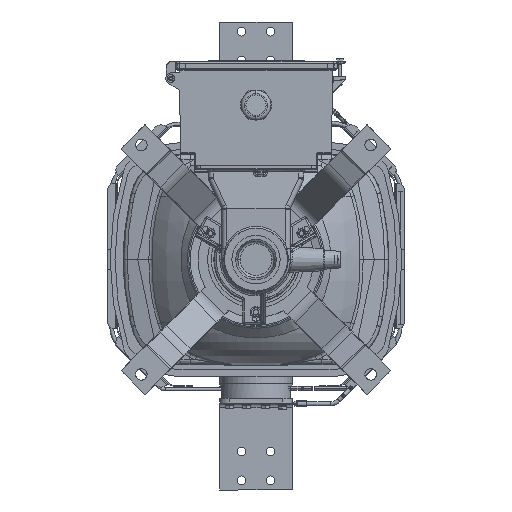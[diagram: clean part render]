
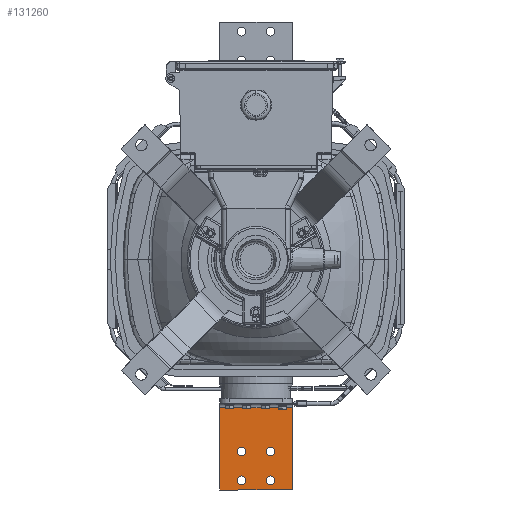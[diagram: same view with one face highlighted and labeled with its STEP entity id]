
A CAD part, front view. The second image highlights one B-rep face of the part: STEP entity #131260.
In plain terms, the highlighted planar face has unit normal (0, -1, 0).
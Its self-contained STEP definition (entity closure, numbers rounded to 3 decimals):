
#8257 = CARTESIAN_POINT ( 'NONE',  ( -75., 1728., -307. ) ) ;
#8298 = DIRECTION ( 'NONE',  ( -1., 0., 0. ) ) ;
#8477 = CARTESIAN_POINT ( 'NONE',  ( 30., 1728., -457. ) ) ;
#8513 = DIRECTION ( 'NONE',  ( 0., 0., 1. ) ) ;
#8525 = CARTESIAN_POINT ( 'NONE',  ( 75., 1728., -477. ) ) ;
#8527 = DIRECTION ( 'NONE',  ( 0., 1., 0. ) ) ;
#8550 = DIRECTION ( 'NONE',  ( 0., 0., 1. ) ) ;
#8556 = CARTESIAN_POINT ( 'NONE',  ( -75., 1728., -477. ) ) ;
#8574 = DIRECTION ( 'NONE',  ( 0., 1., 0. ) ) ;
#8589 = DIRECTION ( 'NONE',  ( 1., 0., 0. ) ) ;
#8597 = DIRECTION ( 'NONE',  ( 1., 0., 0. ) ) ;
#8599 = CARTESIAN_POINT ( 'NONE',  ( -30., 1728., -457. ) ) ;
#8666 = CARTESIAN_POINT ( 'NONE',  ( -30., 1728., -397. ) ) ;
#8668 = DIRECTION ( 'NONE',  ( 0., 1., 0. ) ) ;
#8682 = DIRECTION ( 'NONE',  ( 1., 0., 0. ) ) ;
#8786 = CARTESIAN_POINT ( 'NONE',  ( -75., 1728., -477. ) ) ;
#8866 = DIRECTION ( 'NONE',  ( -1., 0., 0. ) ) ;
#9047 = CARTESIAN_POINT ( 'NONE',  ( 30., 1728., -397. ) ) ;
#9048 = DIRECTION ( 'NONE',  ( 0., 1., 0. ) ) ;
#9050 = DIRECTION ( 'NONE',  ( 1., 0., 0. ) ) ;
#15588 = FACE_BOUND ( 'NONE', #125362, .T. ) ;
#15589 = FACE_OUTER_BOUND ( 'NONE', #125310, .T. ) ;
#15614 = FACE_BOUND ( 'NONE', #125321, .T. ) ;
#15619 = FACE_BOUND ( 'NONE', #125343, .T. ) ;
#15625 = FACE_BOUND ( 'NONE', #125336, .T. ) ;
#17045 = LINE ( 'NONE', #8257, #17066 ) ;
#17066 = VECTOR ( 'NONE', #8298, 1000. ) ;
#17088 = LINE ( 'NONE', #8525, #17127 ) ;
#17098 = LINE ( 'NONE', #8556, #17129 ) ;
#17114 = CIRCLE ( 'NONE', #110635, 9. ) ;
#17127 = VECTOR ( 'NONE', #8513, 1000. ) ;
#17129 = VECTOR ( 'NONE', #8550, 1000. ) ;
#17148 = CIRCLE ( 'NONE', #110708, 9. ) ;
#17180 = CIRCLE ( 'NONE', #110630, 9. ) ;
#17182 = LINE ( 'NONE', #8786, #17193 ) ;
#17193 = VECTOR ( 'NONE', #8866, 1000. ) ;
#17295 = CIRCLE ( 'NONE', #110853, 9. ) ;
#24843 = CARTESIAN_POINT ( 'NONE',  ( -75., 1728., -307. ) ) ;
#24873 = CARTESIAN_POINT ( 'NONE',  ( -21., 1728., -457. ) ) ;
#24895 = CARTESIAN_POINT ( 'NONE',  ( -21., 1728., -397. ) ) ;
#24905 = CARTESIAN_POINT ( 'NONE',  ( 39., 1728., -397. ) ) ;
#24915 = CARTESIAN_POINT ( 'NONE',  ( 39., 1728., -457. ) ) ;
#24929 = CARTESIAN_POINT ( 'NONE',  ( -39., 1728., -397. ) ) ;
#24931 = CARTESIAN_POINT ( 'NONE',  ( 75., 1728., -307. ) ) ;
#24937 = CARTESIAN_POINT ( 'NONE',  ( 21., 1728., -457. ) ) ;
#24971 = CARTESIAN_POINT ( 'NONE',  ( -39., 1728., -457. ) ) ;
#24987 = CARTESIAN_POINT ( 'NONE',  ( -75., 1728., -477. ) ) ;
#24989 = CARTESIAN_POINT ( 'NONE',  ( 75., 1728., -477. ) ) ;
#24995 = CARTESIAN_POINT ( 'NONE',  ( 21., 1728., -397. ) ) ;
#41295 = DIRECTION ( 'NONE',  ( 1., 0., 0. ) ) ;
#41311 = DIRECTION ( 'NONE',  ( 0., 1., 0. ) ) ;
#41342 = CARTESIAN_POINT ( 'NONE',  ( 30., 1728., -397. ) ) ;
#41455 = DIRECTION ( 'NONE',  ( 1., 0., 0. ) ) ;
#41459 = CARTESIAN_POINT ( 'NONE',  ( -30., 1728., -397. ) ) ;
#41484 = DIRECTION ( 'NONE',  ( 0., 1., 0. ) ) ;
#41696 = DIRECTION ( 'NONE',  ( 0., 1., 0. ) ) ;
#41722 = DIRECTION ( 'NONE',  ( 1., 0., 0. ) ) ;
#41730 = CARTESIAN_POINT ( 'NONE',  ( 30., 1728., -457. ) ) ;
#41932 = CARTESIAN_POINT ( 'NONE',  ( -30., 1728., -457. ) ) ;
#41939 = DIRECTION ( 'NONE',  ( 1., 0., 0. ) ) ;
#41965 = DIRECTION ( 'NONE',  ( 0., 1., 0. ) ) ;
#45889 = AXIS2_PLACEMENT_3D ( 'NONE', #41342, #41311, #41295 ) ;
#45903 = AXIS2_PLACEMENT_3D ( 'NONE', #41459, #41484, #41455 ) ;
#45912 = AXIS2_PLACEMENT_3D ( 'NONE', #41730, #41696, #41722 ) ;
#46115 = AXIS2_PLACEMENT_3D ( 'NONE', #41932, #41965, #41939 ) ;
#92908 = AXIS2_PLACEMENT_3D ( 'NONE', #127107, #127085, #127118 ) ;
#98582 = EDGE_CURVE ( 'NONE', #114329, #114290, #140818, .T. ) ;
#98607 = EDGE_CURVE ( 'NONE', #114304, #114317, #140771, .T. ) ;
#98649 = EDGE_CURVE ( 'NONE', #114280, #114254, #141007, .T. ) ;
#98698 = EDGE_CURVE ( 'NONE', #114340, #114284, #141148, .T. ) ;
#99636 = EDGE_CURVE ( 'NONE', #114242, #114306, #17045, .T. ) ;
#99674 = EDGE_CURVE ( 'NONE', #114346, #114242, #17088, .T. ) ;
#99690 = EDGE_CURVE ( 'NONE', #114338, #114306, #17098, .T. ) ;
#99692 = EDGE_CURVE ( 'NONE', #114254, #114280, #17114, .T. ) ;
#99696 = EDGE_CURVE ( 'NONE', #114284, #114340, #17148, .T. ) ;
#99716 = EDGE_CURVE ( 'NONE', #114317, #114304, #17180, .T. ) ;
#99758 = EDGE_CURVE ( 'NONE', #114346, #114338, #17182, .T. ) ;
#99800 = EDGE_CURVE ( 'NONE', #114290, #114329, #17295, .T. ) ;
#110630 = AXIS2_PLACEMENT_3D ( 'NONE', #8666, #8668, #8682 ) ;
#110635 = AXIS2_PLACEMENT_3D ( 'NONE', #8477, #8527, #8597 ) ;
#110708 = AXIS2_PLACEMENT_3D ( 'NONE', #8599, #8574, #8589 ) ;
#110853 = AXIS2_PLACEMENT_3D ( 'NONE', #9047, #9048, #9050 ) ;
#114242 = VERTEX_POINT ( 'NONE', #24931 ) ;
#114254 = VERTEX_POINT ( 'NONE', #24937 ) ;
#114280 = VERTEX_POINT ( 'NONE', #24915 ) ;
#114284 = VERTEX_POINT ( 'NONE', #24873 ) ;
#114290 = VERTEX_POINT ( 'NONE', #24905 ) ;
#114304 = VERTEX_POINT ( 'NONE', #24929 ) ;
#114306 = VERTEX_POINT ( 'NONE', #24843 ) ;
#114317 = VERTEX_POINT ( 'NONE', #24895 ) ;
#114329 = VERTEX_POINT ( 'NONE', #24995 ) ;
#114338 = VERTEX_POINT ( 'NONE', #24987 ) ;
#114340 = VERTEX_POINT ( 'NONE', #24971 ) ;
#114346 = VERTEX_POINT ( 'NONE', #24989 ) ;
#125310 = EDGE_LOOP ( 'NONE', ( #125502, #125532, #125523, #125584 ) ) ;
#125321 = EDGE_LOOP ( 'NONE', ( #125568, #125514 ) ) ;
#125336 = EDGE_LOOP ( 'NONE', ( #125481, #125511 ) ) ;
#125343 = EDGE_LOOP ( 'NONE', ( #125562, #125487 ) ) ;
#125362 = EDGE_LOOP ( 'NONE', ( #125509, #125574 ) ) ;
#125481 = ORIENTED_EDGE ( 'NONE', *, *, #98698, .T. ) ;
#125487 = ORIENTED_EDGE ( 'NONE', *, *, #98649, .T. ) ;
#125502 = ORIENTED_EDGE ( 'NONE', *, *, #99674, .T. ) ;
#125509 = ORIENTED_EDGE ( 'NONE', *, *, #98582, .T. ) ;
#125511 = ORIENTED_EDGE ( 'NONE', *, *, #99696, .T. ) ;
#125514 = ORIENTED_EDGE ( 'NONE', *, *, #99716, .T. ) ;
#125523 = ORIENTED_EDGE ( 'NONE', *, *, #99690, .F. ) ;
#125532 = ORIENTED_EDGE ( 'NONE', *, *, #99636, .T. ) ;
#125562 = ORIENTED_EDGE ( 'NONE', *, *, #99692, .T. ) ;
#125568 = ORIENTED_EDGE ( 'NONE', *, *, #98607, .T. ) ;
#125574 = ORIENTED_EDGE ( 'NONE', *, *, #99800, .T. ) ;
#125584 = ORIENTED_EDGE ( 'NONE', *, *, #99758, .F. ) ;
#127085 = DIRECTION ( 'NONE',  ( 0., 1., 0. ) ) ;
#127107 = CARTESIAN_POINT ( 'NONE',  ( -75., 1728., -477. ) ) ;
#127111 = PLANE ( 'NONE',  #92908 ) ;
#127118 = DIRECTION ( 'NONE',  ( 1., 0., 0. ) ) ;
#131260 = ADVANCED_FACE ( 'NONE', ( #15588, #15619, #15625, #15614, #15589 ), #127111, .F. ) ;
#140771 = CIRCLE ( 'NONE', #45903, 9. ) ;
#140818 = CIRCLE ( 'NONE', #45889, 9. ) ;
#141007 = CIRCLE ( 'NONE', #45912, 9. ) ;
#141148 = CIRCLE ( 'NONE', #46115, 9. ) ;
